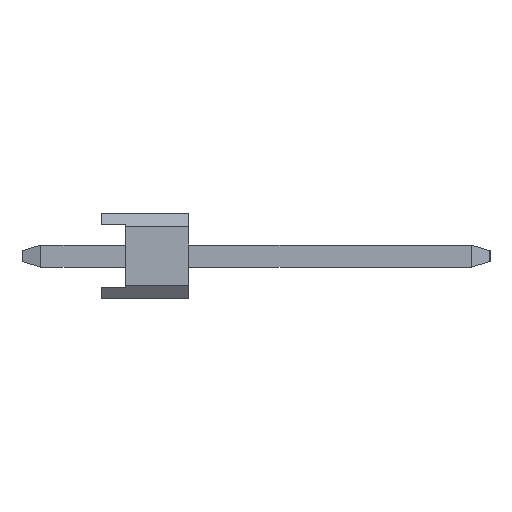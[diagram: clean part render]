
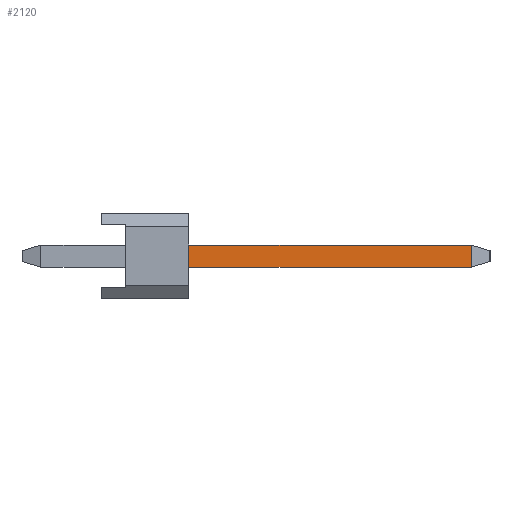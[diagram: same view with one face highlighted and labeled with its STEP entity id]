
A CAD part, left-side view. The second image highlights one B-rep face of the part: STEP entity #2120.
In plain terms, the highlighted planar face has unit normal (-1, 0, 0).
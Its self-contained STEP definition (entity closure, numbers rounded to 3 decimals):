
#1816=VERTEX_POINT('',#4621);
#2120=ADVANCED_FACE('',(#4958),#4959,.T.);
#2424=VERTEX_POINT('',#5298);
#2428=EDGE_CURVE('',#2424,#1816,#5302,.T.);
#3402=EDGE_CURVE('',#4120,#2424,#6382,.T.);
#3432=VERTEX_POINT('',#6417);
#3456=EDGE_CURVE('',#3432,#4120,#6442,.T.);
#4090=EDGE_CURVE('',#1816,#3432,#7139,.T.);
#4120=VERTEX_POINT('',#7173);
#4621=CARTESIAN_POINT('',(-10.48,-10.744,-0.32));
#4958=FACE_OUTER_BOUND('',#8343,.T.);
#4959=PLANE('',#8344);
#5298=CARTESIAN_POINT('',(-10.48,-10.744,0.32));
#5302=LINE('',#8842,#8843);
#6382=LINE('',#10404,#10405);
#6417=CARTESIAN_POINT('',(-10.48,-2.54,-0.32));
#6442=LINE('',#10488,#10489);
#7139=LINE('',#11513,#11514);
#7173=CARTESIAN_POINT('',(-10.48,-2.54,0.32));
#8343=EDGE_LOOP('',(#12352,#12353,#12354,#12355));
#8344=AXIS2_PLACEMENT_3D('',#12356,#12357,#12358);
#8842=CARTESIAN_POINT('',(-10.48,-10.744,0.5));
#8843=VECTOR('',#12760,1.0);
#10404=CARTESIAN_POINT('',(-10.48,-4.49,0.32));
#10405=VECTOR('',#13897,1.0);
#10488=CARTESIAN_POINT('',(-10.48,-2.54,0.252));
#10489=VECTOR('',#13961,1.0);
#11513=CARTESIAN_POINT('',(-10.48,1.764,-0.32));
#11514=VECTOR('',#14645,1.0);
#12352=ORIENTED_EDGE('',*,*,#3456,.F.);
#12353=ORIENTED_EDGE('',*,*,#4090,.F.);
#12354=ORIENTED_EDGE('',*,*,#2428,.F.);
#12355=ORIENTED_EDGE('',*,*,#3402,.F.);
#12356=CARTESIAN_POINT('',(-10.48,1.764,0.5));
#12357=DIRECTION('',(-1.0,0.,0.));
#12358=DIRECTION('',(0.,1.0,0.));
#12760=DIRECTION('',(0.0,0.,-1.0));
#13897=DIRECTION('',(0.,-1.0,0.));
#13961=DIRECTION('',(0.,0.,1.0));
#14645=DIRECTION('',(0.,1.0,0.));
